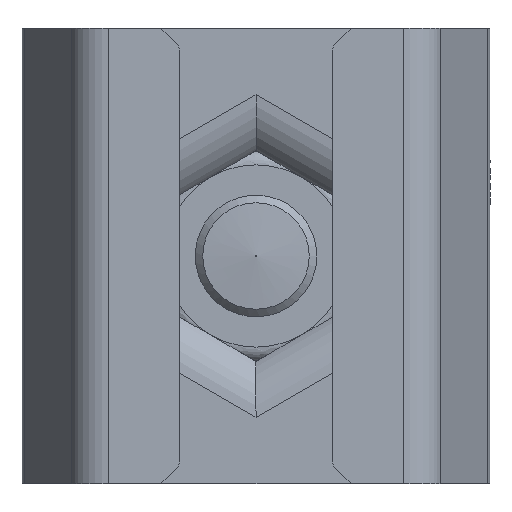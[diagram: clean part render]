
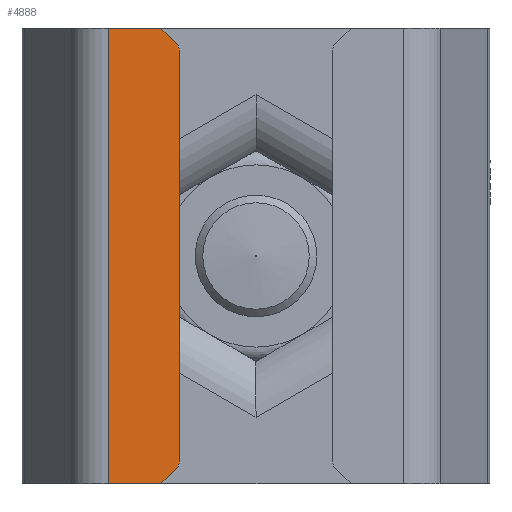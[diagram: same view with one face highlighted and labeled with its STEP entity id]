
A CAD part, front view. The second image highlights one B-rep face of the part: STEP entity #4888.
In plain terms, the highlighted planar face has unit normal (0, -1, 0).
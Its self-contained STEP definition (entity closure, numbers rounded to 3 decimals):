
#4788=CARTESIAN_POINT('',(-12.65,-4.5,-33.879));
#4789=VERTEX_POINT('',#4788);
#4790=CARTESIAN_POINT('',(-13.089,-4.5,-34.939));
#4791=VERTEX_POINT('',#4790);
#4792=CARTESIAN_POINT('',(-14.15,-4.5,-33.879));
#4793=DIRECTION('',(0.0,1.0,0.0));
#4794=DIRECTION('',(0.924,0.0,-0.383));
#4795=AXIS2_PLACEMENT_3D('',#4792,#4793,#4794);
#4796=CIRCLE('',#4795,1.5);
#4797=EDGE_CURVE('',#4789,#4791,#4796,.T.);
#4825=CARTESIAN_POINT('',(-12.65,-4.5,0.0));
#4826=DIRECTION('',(0.0,-1.0,0.0));
#4827=DIRECTION('',(0.0,0.0,-1.0));
#4828=AXIS2_PLACEMENT_3D('',#4825,#4826,#4827);
#4829=PLANE('',#4828);
#4830=ORIENTED_EDGE('',*,*,#4797,.F.);
#4831=CARTESIAN_POINT('',(-12.65,-4.5,33.879));
#4832=VERTEX_POINT('',#4831);
#4833=CARTESIAN_POINT('',(-12.65,-4.5,-33.879));
#4834=DIRECTION('',(0.0,0.0,1.0));
#4835=VECTOR('',#4834,67.757);
#4836=LINE('',#4833,#4835);
#4837=EDGE_CURVE('',#4789,#4832,#4836,.T.);
#4838=ORIENTED_EDGE('',*,*,#4837,.T.);
#4839=CARTESIAN_POINT('',(-13.089,-4.5,34.939));
#4840=VERTEX_POINT('',#4839);
#4841=CARTESIAN_POINT('',(-14.15,-4.5,33.879));
#4842=DIRECTION('',(0.0,1.0,0.0));
#4843=DIRECTION('',(0.924,0.0,0.383));
#4844=AXIS2_PLACEMENT_3D('',#4841,#4842,#4843);
#4845=CIRCLE('',#4844,1.5);
#4846=EDGE_CURVE('',#4840,#4832,#4845,.T.);
#4847=ORIENTED_EDGE('',*,*,#4846,.F.);
#4848=CARTESIAN_POINT('',(-15.65,-4.5,37.5));
#4849=VERTEX_POINT('',#4848);
#4850=CARTESIAN_POINT('',(-15.65,-4.5,37.5));
#4851=DIRECTION('',(0.707,0.,-0.707));
#4852=VECTOR('',#4851,3.621);
#4853=LINE('',#4850,#4852);
#4854=EDGE_CURVE('',#4849,#4840,#4853,.T.);
#4855=ORIENTED_EDGE('',*,*,#4854,.F.);
#4856=CARTESIAN_POINT('',(-24.228,-4.5,37.5));
#4857=VERTEX_POINT('',#4856);
#4858=CARTESIAN_POINT('',(-15.65,-4.5,37.5));
#4859=DIRECTION('',(-1.0,0.0,0.0));
#4860=VECTOR('',#4859,8.578);
#4861=LINE('',#4858,#4860);
#4862=EDGE_CURVE('',#4849,#4857,#4861,.T.);
#4863=ORIENTED_EDGE('',*,*,#4862,.T.);
#4864=CARTESIAN_POINT('',(-24.228,-4.5,-37.5));
#4865=VERTEX_POINT('',#4864);
#4866=CARTESIAN_POINT('',(-24.228,-4.5,37.5));
#4867=DIRECTION('',(0.0,0.0,-1.0));
#4868=VECTOR('',#4867,75.0);
#4869=LINE('',#4866,#4868);
#4870=EDGE_CURVE('',#4857,#4865,#4869,.T.);
#4871=ORIENTED_EDGE('',*,*,#4870,.T.);
#4872=CARTESIAN_POINT('',(-15.65,-4.5,-37.5));
#4873=VERTEX_POINT('',#4872);
#4874=CARTESIAN_POINT('',(-24.228,-4.5,-37.5));
#4875=DIRECTION('',(1.0,0.0,0.0));
#4876=VECTOR('',#4875,8.578);
#4877=LINE('',#4874,#4876);
#4878=EDGE_CURVE('',#4865,#4873,#4877,.T.);
#4879=ORIENTED_EDGE('',*,*,#4878,.T.);
#4880=CARTESIAN_POINT('',(-13.089,-4.5,-34.939));
#4881=DIRECTION('',(-0.707,0.,-0.707));
#4882=VECTOR('',#4881,3.621);
#4883=LINE('',#4880,#4882);
#4884=EDGE_CURVE('',#4791,#4873,#4883,.T.);
#4885=ORIENTED_EDGE('',*,*,#4884,.F.);
#4886=EDGE_LOOP('',(#4830,#4838,#4847,#4855,#4863,#4871,#4879,#4885));
#4887=FACE_OUTER_BOUND('',#4886,.T.);
#4888=ADVANCED_FACE('',(#4887),#4829,.T.);
